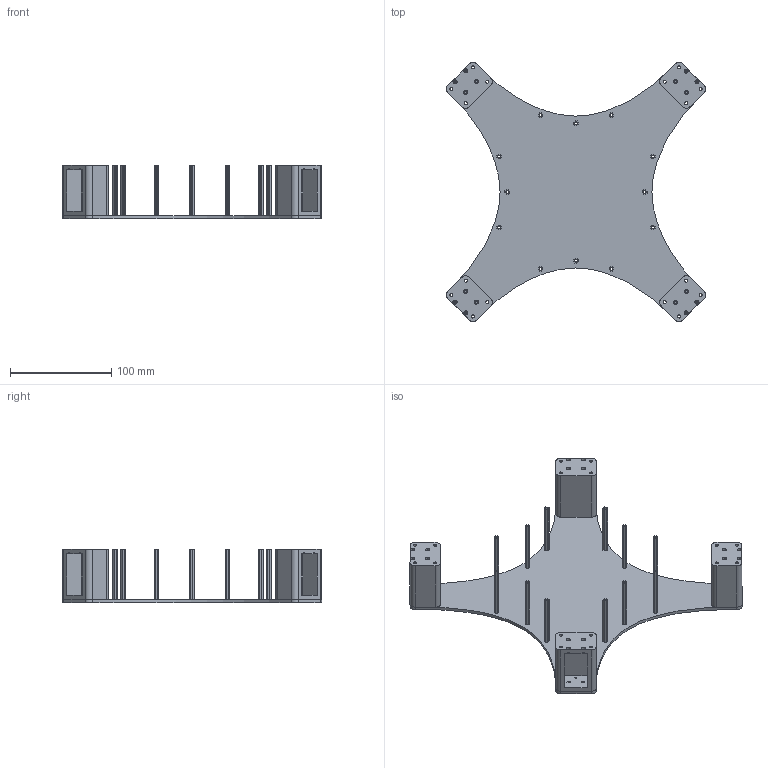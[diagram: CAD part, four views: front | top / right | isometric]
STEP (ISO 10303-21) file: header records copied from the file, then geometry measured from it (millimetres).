
FILE_DESCRIPTION (( 'STEP AP214' ), '1' );
FILE_NAME ('quadcopter_drone_plate_bottom.stp', '2026-02-24T04:22:31', ( '' ), ( '' ), 'SwSTEP 2.0', 'SolidWorks 2025', '' );
FILE_SCHEMA (( 'AUTOMOTIVE_DESIGN' ));
Length unit declared in the file: inch
Products named in the file (7): quadcopter_drone_plate_bottom.stp; quadcopter_drone_plate_bottom; Drone Baseplate.stp.stp.stp; quadcopter_drone_plate_bottom.stp.stp; quadcopter_drone_plate_top.stp.stp.stp; base_to_servo_2.stp.stp.stp; 3M_standoff_44mm.stp.stp.stp
Assembly tree (20 placements, depth 5):
  quadcopter_drone_plate_bottom
    quadcopter_drone_plate_bottom.stp
      quadcopter_drone_plate_bottom.stp.stp
        quadcopter_drone_plate_top.stp.stp.stp
          Drone Baseplate.stp.stp.stp
          base_to_servo_2.stp.stp.stp  x4
          3M_standoff_44mm.stp.stp.stp  x12
Bounding box: 256.07 x 256.07 x 53 mm (x, y, z)
Volume: 270013.3 mm3; surface area: 145484.1 mm2
Topology: 17 solids, 17 shells, 456 faces, 1170 edges, 780 vertices
Faces by surface type: cylinder 254, plane 190, bspline 12
Entity records: 5286 total; most frequent: DIRECTION 939, CARTESIAN_POINT 924, ORIENTED_EDGE 798, EDGE_CURVE 399, AXIS2_PLACEMENT_3D 385, VERTEX_POINT 266, EDGE_LOOP 235, CIRCLE 218
